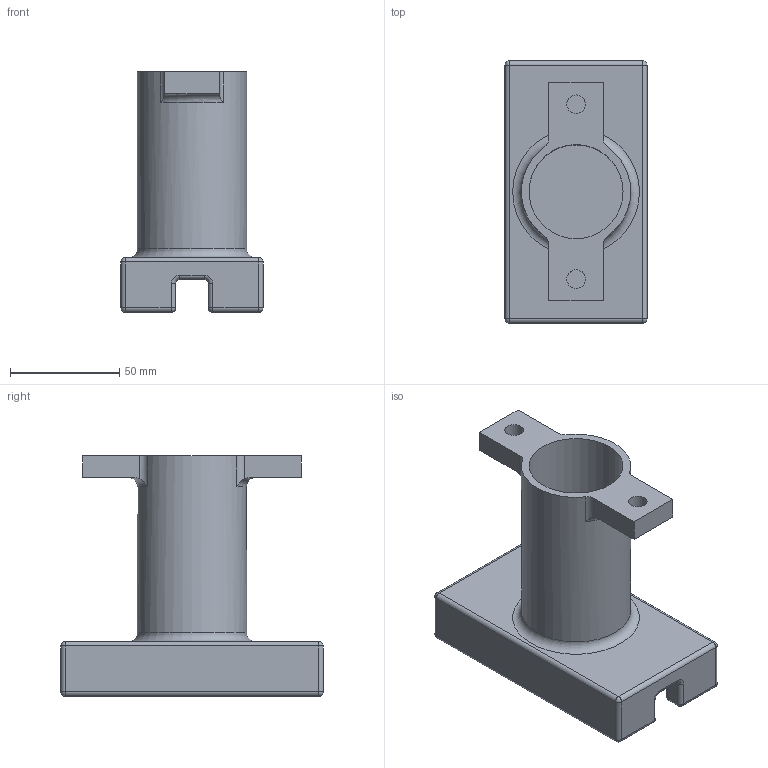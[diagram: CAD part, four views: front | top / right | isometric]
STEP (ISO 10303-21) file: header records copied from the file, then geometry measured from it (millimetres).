
FILE_DESCRIPTION(/* description */ ('Unknown'),/* implementation_level */ '2;1');
FILE_NAME(/* name */ 'Housing_for_point_mass',/* time_stamp */ '2023-02-26T22:09:04-05:00',/* author */ ('Unknown'),/* organization */ ('Unknown'),/* preprocessor_version */ 'ST-DEVELOPER v18.1',/* originating_system */ 'Solid Edge',/* authorisation */ 'Unknown');
FILE_SCHEMA (('AUTOMOTIVE_DESIGN {1 0 10303 214 3 1 1}'));
Length unit declared in the file: millimetre
Products named in the file (1): Housing_for_point_mass
Bounding box: 65 x 120 x 110 mm (x, y, z)
Volume: 165213.9 mm3; surface area: 56424 mm2
Topology: 1 solids, 1 shells, 138 faces, 330 edges, 175 vertices
Faces by surface type: cylinder 62, plane 34, sphere 21, torus 17, bspline 4
Full cylindrical faces by diameter (mm): 8.5 x2, 43 x1, 50 x1, 60 x1
Entity records: 3854 total; most frequent: CARTESIAN_POINT 779, DIRECTION 693, ORIENTED_EDGE 596, EDGE_CURVE 298, AXIS2_PLACEMENT_3D 279, VERTEX_POINT 170, EDGE_LOOP 150, FACE_BOUND 150
